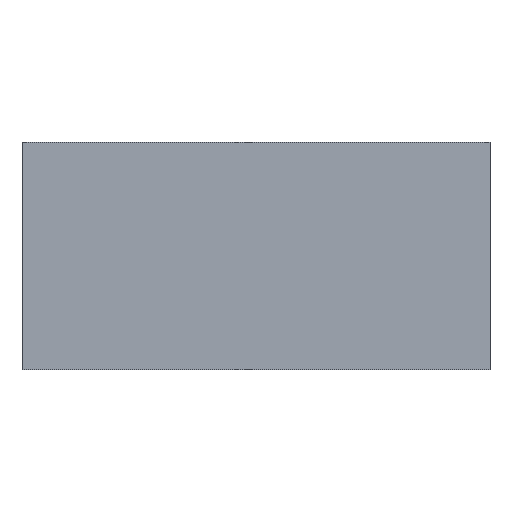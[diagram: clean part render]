
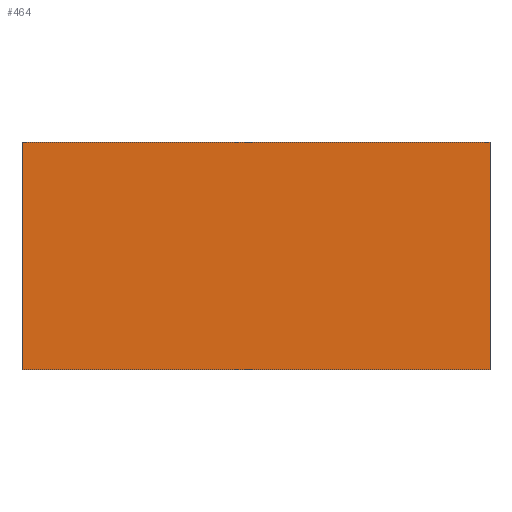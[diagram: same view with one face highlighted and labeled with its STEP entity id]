
A CAD part, front view. The second image highlights one B-rep face of the part: STEP entity #464.
In plain terms, the highlighted free-form (B-spline) face has degree [1, 1] with [2, 2] control points.
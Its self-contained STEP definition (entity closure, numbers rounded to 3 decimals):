
#240 = VERTEX_POINT('',#241);
#241 = CARTESIAN_POINT('',(0.,-81.108,0.));
#246 = EDGE_CURVE('',#247,#240,#249,.T.);
#247 = VERTEX_POINT('',#248);
#248 = CARTESIAN_POINT('',(0.,-81.108,40.554));
#249 = B_SPLINE_CURVE_WITH_KNOTS('',1,(#250,#251),.UNSPECIFIED.,.F.,.F.,
  (2,2),(0.,35.),.PIECEWISE_BEZIER_KNOTS.);
#250 = CARTESIAN_POINT('',(0.,-81.108,40.554));
#251 = CARTESIAN_POINT('',(0.,-81.108,0.));
#294 = VERTEX_POINT('',#295);
#295 = CARTESIAN_POINT('',(83.425,-81.108,
    40.554));
#300 = EDGE_CURVE('',#294,#301,#303,.T.);
#301 = VERTEX_POINT('',#302);
#302 = CARTESIAN_POINT('',(83.425,-81.108,0.));
#303 = B_SPLINE_CURVE_WITH_KNOTS('',1,(#304,#305),.UNSPECIFIED.,.F.,.F.,
  (2,2),(0.,35.),.PIECEWISE_BEZIER_KNOTS.);
#304 = CARTESIAN_POINT('',(83.425,-81.108,
    40.554));
#305 = CARTESIAN_POINT('',(83.425,-81.108,0.));
#453 = EDGE_CURVE('',#240,#301,#454,.T.);
#454 = B_SPLINE_CURVE_WITH_KNOTS('',1,(#455,#456),.UNSPECIFIED.,.F.,.F.,
  (2,2),(0.,72.),.PIECEWISE_BEZIER_KNOTS.);
#455 = CARTESIAN_POINT('',(0.,-81.108,0.));
#456 = CARTESIAN_POINT('',(83.425,-81.108,0.));
#464 = ADVANCED_FACE('',(#465),#475,.T.);
#465 = FACE_BOUND('',#466,.T.);
#466 = EDGE_LOOP('',(#467,#468,#473,#474));
#467 = ORIENTED_EDGE('',*,*,#300,.F.);
#468 = ORIENTED_EDGE('',*,*,#469,.F.);
#469 = EDGE_CURVE('',#247,#294,#470,.T.);
#470 = B_SPLINE_CURVE_WITH_KNOTS('',1,(#471,#472),.UNSPECIFIED.,.F.,.F.,
  (2,2),(0.,72.),.PIECEWISE_BEZIER_KNOTS.);
#471 = CARTESIAN_POINT('',(0.,-81.108,40.554));
#472 = CARTESIAN_POINT('',(83.425,-81.108,
    40.554));
#473 = ORIENTED_EDGE('',*,*,#246,.T.);
#474 = ORIENTED_EDGE('',*,*,#453,.T.);
#475 = B_SPLINE_SURFACE_WITH_KNOTS('',1,1,(
    (#476,#477)
    ,(#478,#479
    )),.UNSPECIFIED.,.F.,.F.,.F.,(2,2),(2,2),(0.,35.),(0.,72.),
  .PIECEWISE_BEZIER_KNOTS.);
#476 = CARTESIAN_POINT('',(0.,-81.108,40.554));
#477 = CARTESIAN_POINT('',(83.425,-81.108,
    40.554));
#478 = CARTESIAN_POINT('',(0.,-81.108,0.));
#479 = CARTESIAN_POINT('',(83.425,-81.108,0.));
